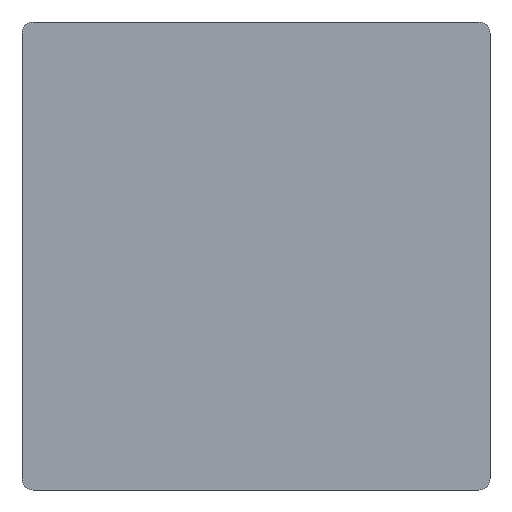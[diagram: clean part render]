
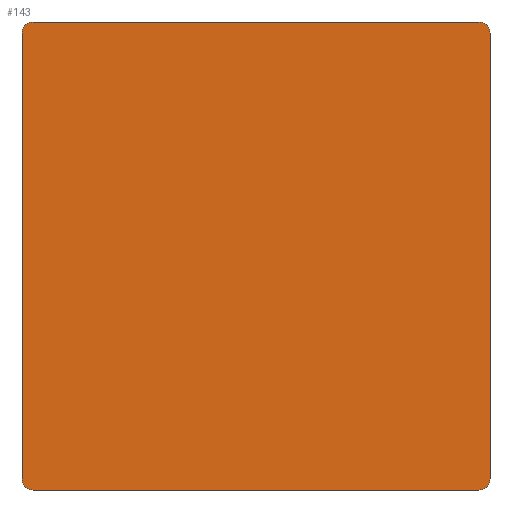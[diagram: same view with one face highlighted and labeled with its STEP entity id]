
A CAD part, front view. The second image highlights one B-rep face of the part: STEP entity #143.
In plain terms, the highlighted planar face has unit normal (0, -1, 0).
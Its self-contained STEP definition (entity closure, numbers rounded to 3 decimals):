
#2 = CARTESIAN_POINT ( 'NONE',  ( 437.5, -50., -437.5 ) ) ;
#7 = VERTEX_POINT ( 'NONE', #107 ) ;
#10 = ORIENTED_EDGE ( 'NONE', *, *, #287, .T. ) ;
#16 = DIRECTION ( 'NONE',  ( 0., 0., -1. ) ) ;
#18 = LINE ( 'NONE', #131, #235 ) ;
#20 = DIRECTION ( 'NONE',  ( 0., 0., -1. ) ) ;
#26 = CARTESIAN_POINT ( 'NONE',  ( 2., -50., -2. ) ) ;
#32 = EDGE_CURVE ( 'NONE', #278, #124, #18, .T. ) ;
#33 = VECTOR ( 'NONE', #86, 1000. ) ;
#34 = ORIENTED_EDGE ( 'NONE', *, *, #280, .F. ) ;
#40 = CARTESIAN_POINT ( 'NONE',  ( 437.5, -50., -2. ) ) ;
#55 = CARTESIAN_POINT ( 'NONE',  ( 2., -50., -12.5 ) ) ;
#57 = DIRECTION ( 'NONE',  ( 0., 0., -1. ) ) ;
#59 = CARTESIAN_POINT ( 'NONE',  ( 2., -50., -437.5 ) ) ;
#60 = VECTOR ( 'NONE', #342, 1000. ) ;
#63 = ORIENTED_EDGE ( 'NONE', *, *, #32, .F. ) ;
#75 = ORIENTED_EDGE ( 'NONE', *, *, #98, .T. ) ;
#82 = EDGE_LOOP ( 'NONE', ( #288, #75, #219, #10, #63, #169, #34, #326 ) ) ;
#84 = AXIS2_PLACEMENT_3D ( 'NONE', #2, #291, #57 ) ;
#86 = DIRECTION ( 'NONE',  ( 0., 0., 1. ) ) ;
#88 = CARTESIAN_POINT ( 'NONE',  ( 12.5, -50., -2. ) ) ;
#91 = VERTEX_POINT ( 'NONE', #40 ) ;
#98 = EDGE_CURVE ( 'NONE', #314, #118, #222, .T. ) ;
#99 = DIRECTION ( 'NONE',  ( 0., -1., 0. ) ) ;
#101 = PLANE ( 'NONE',  #229 ) ;
#102 = DIRECTION ( 'NONE',  ( 0., 0., -1. ) ) ;
#107 = CARTESIAN_POINT ( 'NONE',  ( 437.5, -50., -448. ) ) ;
#108 = CARTESIAN_POINT ( 'NONE',  ( 2., -50., -2. ) ) ;
#114 = AXIS2_PLACEMENT_3D ( 'NONE', #311, #259, #16 ) ;
#118 = VERTEX_POINT ( 'NONE', #284 ) ;
#124 = VERTEX_POINT ( 'NONE', #127 ) ;
#127 = CARTESIAN_POINT ( 'NONE',  ( 448., -50., -437.5 ) ) ;
#129 = LINE ( 'NONE', #108, #33 ) ;
#131 = CARTESIAN_POINT ( 'NONE',  ( 448., -50., -2. ) ) ;
#133 = DIRECTION ( 'NONE',  ( 1., 0., 0. ) ) ;
#135 = CIRCLE ( 'NONE', #159, 10.5 ) ;
#143 = ADVANCED_FACE ( 'NONE', ( #338 ), #101, .T. ) ;
#149 = DIRECTION ( 'NONE',  ( 0., 0., -1. ) ) ;
#156 = CARTESIAN_POINT ( 'NONE',  ( 437.5, -50., -12.5 ) ) ;
#159 = AXIS2_PLACEMENT_3D ( 'NONE', #192, #221, #20 ) ;
#162 = EDGE_CURVE ( 'NONE', #7, #118, #243, .T. ) ;
#163 = CARTESIAN_POINT ( 'NONE',  ( 448., -50., -12.5 ) ) ;
#169 = ORIENTED_EDGE ( 'NONE', *, *, #208, .T. ) ;
#192 = CARTESIAN_POINT ( 'NONE',  ( 12.5, -50., -12.5 ) ) ;
#208 = EDGE_CURVE ( 'NONE', #278, #91, #275, .T. ) ;
#219 = ORIENTED_EDGE ( 'NONE', *, *, #162, .F. ) ;
#220 = DIRECTION ( 'NONE',  ( 0., -1., 0. ) ) ;
#221 = DIRECTION ( 'NONE',  ( 0., -1., 0. ) ) ;
#222 = CIRCLE ( 'NONE', #114, 10.5 ) ;
#224 = EDGE_CURVE ( 'NONE', #305, #263, #135, .T. ) ;
#229 = AXIS2_PLACEMENT_3D ( 'NONE', #333, #99, #149 ) ;
#230 = CIRCLE ( 'NONE', #84, 10.5 ) ;
#233 = EDGE_CURVE ( 'NONE', #314, #263, #129, .T. ) ;
#235 = VECTOR ( 'NONE', #102, 1000. ) ;
#243 = LINE ( 'NONE', #269, #60 ) ;
#245 = VECTOR ( 'NONE', #133, 1000. ) ;
#248 = AXIS2_PLACEMENT_3D ( 'NONE', #156, #220, #268 ) ;
#259 = DIRECTION ( 'NONE',  ( 0., -1., 0. ) ) ;
#263 = VERTEX_POINT ( 'NONE', #55 ) ;
#268 = DIRECTION ( 'NONE',  ( 0., 0., -1. ) ) ;
#269 = CARTESIAN_POINT ( 'NONE',  ( 2., -50., -448. ) ) ;
#275 = CIRCLE ( 'NONE', #248, 10.5 ) ;
#278 = VERTEX_POINT ( 'NONE', #163 ) ;
#280 = EDGE_CURVE ( 'NONE', #305, #91, #317, .T. ) ;
#284 = CARTESIAN_POINT ( 'NONE',  ( 12.5, -50., -448. ) ) ;
#287 = EDGE_CURVE ( 'NONE', #7, #124, #230, .T. ) ;
#288 = ORIENTED_EDGE ( 'NONE', *, *, #233, .F. ) ;
#291 = DIRECTION ( 'NONE',  ( 0., -1., 0. ) ) ;
#305 = VERTEX_POINT ( 'NONE', #88 ) ;
#311 = CARTESIAN_POINT ( 'NONE',  ( 12.5, -50., -437.5 ) ) ;
#314 = VERTEX_POINT ( 'NONE', #59 ) ;
#317 = LINE ( 'NONE', #26, #245 ) ;
#326 = ORIENTED_EDGE ( 'NONE', *, *, #224, .T. ) ;
#333 = CARTESIAN_POINT ( 'NONE',  ( 0., -50., 0. ) ) ;
#338 = FACE_OUTER_BOUND ( 'NONE', #82, .T. ) ;
#342 = DIRECTION ( 'NONE',  ( -1., 0., 0. ) ) ;
